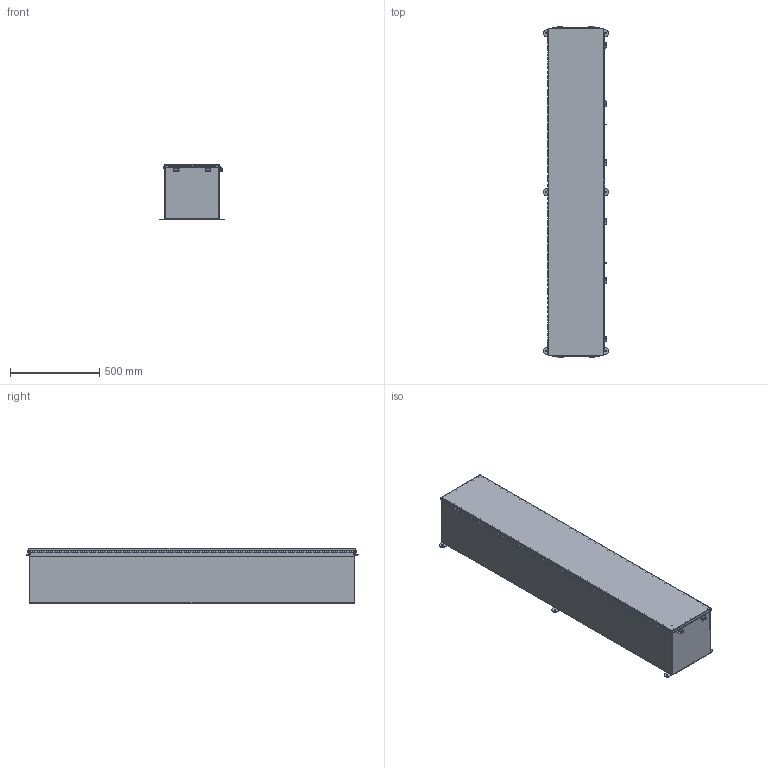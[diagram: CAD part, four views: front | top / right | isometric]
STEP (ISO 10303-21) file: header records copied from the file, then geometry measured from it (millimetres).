
FILE_DESCRIPTION (( 'STEP AP203' ), '1' );
FILE_NAME ('N121272SSCHTR.STEP', '2014-07-18T18:52:13', ( 'changeme' ), ( 'Microsoft' ), 'SwSTEP 2.0', 'SolidWorks 2013', '' );
FILE_SCHEMA (( 'CONFIG_CONTROL_DESIGN' ));
Length unit declared in the file: inch
Products named in the file (13): N121272SSCHTR; N121272SSCHTR JIC_Cover_Template; N121272SSCHTR JIC Enclosure Template; N121272SSCHTR JIC Clamp Bracket; N121272SSCHTR Hinge Body Side; N121272SSCHTR JIC Cover Clamp; N121272SSCHTR Hinge Cover Side JIC; N121272SSCHTR JIC Top; N121272SSCHTR _JIC Hinge; N121272SSCHTR JIC Bottom; N121272SSCHTR HW-CD-S-25020-034; HW-CLH-JH-20154; N121272SSCHTR JIC Mounting Bracket
Assembly tree (34 placements, depth 3):
  N121272SSCHTR
    N121272SSCHTR JIC Enclosure Template
    N121272SSCHTR _JIC Hinge
      N121272SSCHTR Hinge Body Side
      N121272SSCHTR Hinge Cover Side JIC
    N121272SSCHTR JIC_Cover_Template
    N121272SSCHTR JIC Clamp Bracket  x10
    N121272SSCHTR JIC Cover Clamp  x10
    N121272SSCHTR JIC Top
    N121272SSCHTR JIC Bottom
    N121272SSCHTR HW-CD-S-25020-034  x2
    HW-CLH-JH-20154  x2
    N121272SSCHTR JIC Mounting Bracket  x3
Bounding box: 368.3 x 1864.53 x 313.36 mm (x, y, z)
Volume: 5131956.1 mm3; surface area: 5411778.8 mm2
Topology: 33 solids, 33 shells, 2035 faces, 5227 edges, 3260 vertices
Faces by surface type: plane 1218, cylinder 797, bspline 8, torus 8, cone 4
Entity records: 50662 total; most frequent: CARTESIAN_POINT 8805, DIRECTION 8597, ORIENTED_EDGE 8320, EDGE_CURVE 4160, AXIS2_PLACEMENT_3D 2869, VECTOR 2859, LINE 2859, VERTEX_POINT 2629
